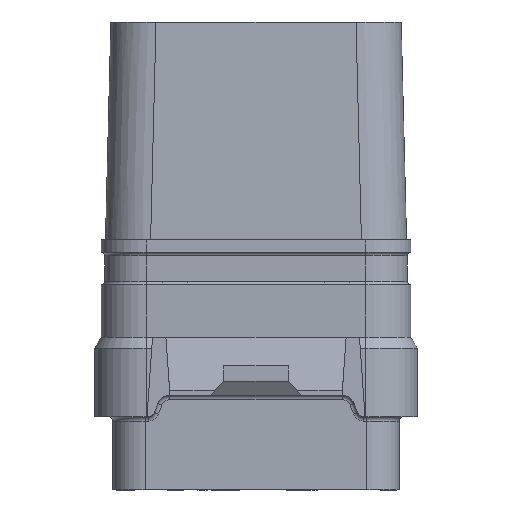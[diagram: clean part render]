
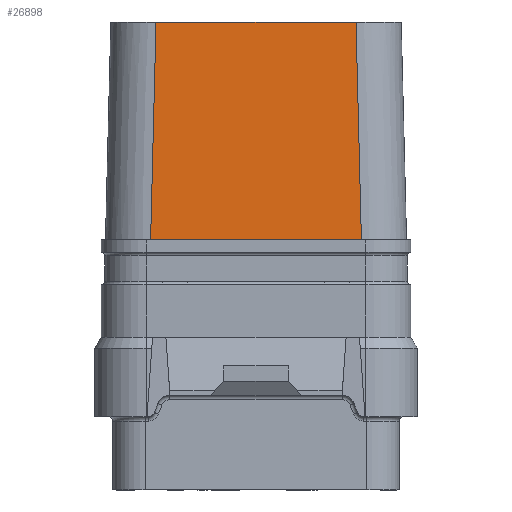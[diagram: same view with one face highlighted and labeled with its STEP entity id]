
A CAD part, front view. The second image highlights one B-rep face of the part: STEP entity #26898.
In plain terms, the highlighted planar face has unit normal (0, -1, 0.025).
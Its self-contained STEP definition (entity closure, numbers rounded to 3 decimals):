
#19=DIRECTION('',(1.,0.,0.));
#20=VECTOR('',#19,9.8);
#21=CARTESIAN_POINT('',(-4.9,-6.,0.));
#22=LINE('',#21,#20);
#144=DIRECTION('',(1.,0.,0.));
#145=VECTOR('',#144,9.3);
#146=CARTESIAN_POINT('',(-4.65,-5.75,10.12));
#147=LINE('',#146,#145);
#1531=DIRECTION('',(0.025,0.025,0.999));
#1532=VECTOR('',#1531,10.126);
#1533=CARTESIAN_POINT('',(-4.9,-6.,0.));
#1534=LINE('',#1533,#1532);
#1535=DIRECTION('',(-0.025,0.025,0.999));
#1536=VECTOR('',#1535,10.126);
#1537=CARTESIAN_POINT('',(4.9,-6.,0.));
#1538=LINE('',#1537,#1536);
#20217=CARTESIAN_POINT('',(-4.65,-5.75,10.12));
#20218=VERTEX_POINT('',#20217);
#20219=CARTESIAN_POINT('',(4.65,-5.75,10.12));
#20220=VERTEX_POINT('',#20219);
#20233=CARTESIAN_POINT('',(-4.9,-6.,0.));
#20234=VERTEX_POINT('',#20233);
#20235=CARTESIAN_POINT('',(4.9,-6.,0.));
#20236=VERTEX_POINT('',#20235);
#26886=CARTESIAN_POINT('',(0.,-5.875,5.06));
#26887=DIRECTION('',(0.,-1.,0.025));
#26888=DIRECTION('',(1.,0.,0.));
#26889=AXIS2_PLACEMENT_3D('',#26886,#26887,#26888);
#26890=PLANE('',#26889);
#26891=ORIENTED_EDGE('',*,*,#25903,.F.);
#26892=ORIENTED_EDGE('',*,*,#26881,.T.);
#26893=ORIENTED_EDGE('',*,*,#26089,.T.);
#26895=ORIENTED_EDGE('',*,*,#26894,.F.);
#26896=EDGE_LOOP('',(#26891,#26892,#26893,#26895));
#26897=FACE_OUTER_BOUND('',#26896,.F.);
#26898=ADVANCED_FACE('',(#26897),#26890,.T.);
#25903=EDGE_CURVE('',#20234,#20236,#22,.T.);
#26089=EDGE_CURVE('',#20218,#20220,#147,.T.);
#26881=EDGE_CURVE('',#20234,#20218,#1534,.T.);
#26894=EDGE_CURVE('',#20236,#20220,#1538,.T.);
